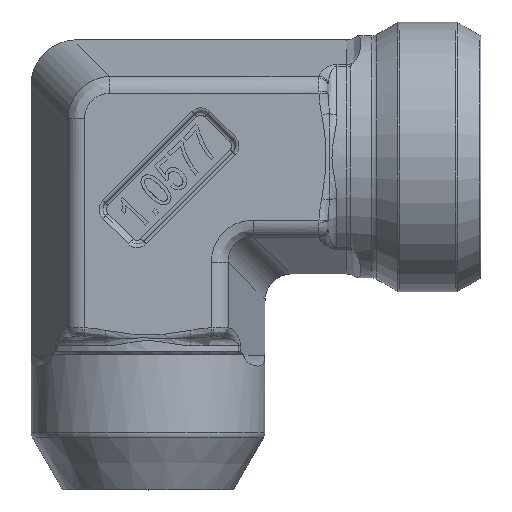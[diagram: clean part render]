
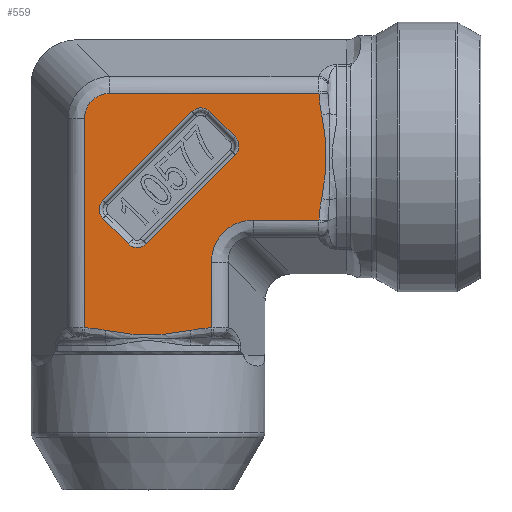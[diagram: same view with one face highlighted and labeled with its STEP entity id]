
A CAD part, top view. The second image highlights one B-rep face of the part: STEP entity #559.
In plain terms, the highlighted planar face has unit normal (0, 0, 1).
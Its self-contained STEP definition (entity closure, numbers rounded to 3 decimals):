
#180=FACE_BOUND('',#1287,.T.);
#181=FACE_BOUND('',#1288,.T.);
#374=CIRCLE('',#5166,1.4);
#375=CIRCLE('',#5167,1.4);
#376=CIRCLE('',#5168,1.4);
#377=CIRCLE('',#5169,1.4);
#559=ADVANCED_FACE('',(#180,#181),#853,.T.);
#853=PLANE('',#5172);
#1287=EDGE_LOOP('',(#2221,#2222,#2223,#2224,#2225,#2226,#2227,#2228));
#1288=EDGE_LOOP('',(#2229,#2230,#2231,#2232,#2233,#2234,#2235,#2236,#2237,
#2238,#2239,#2240));
#1600=ELLIPSE('',#5170,3.374,3.);
#1601=ELLIPSE('',#5171,5.623,5.);
#1757=B_SPLINE_CURVE_WITH_KNOTS('',3,(#7794,#7795,#7796,#7797,#7798,#7799,
#7800,#7801,#7802,#7803,#7804,#7805,#7806),.UNSPECIFIED.,.F.,.F.,(4,3,3,
3,4),(0.,0.25,0.474,0.75,1.),
 .UNSPECIFIED.);
#1758=B_SPLINE_CURVE_WITH_KNOTS('',3,(#7809,#7810,#7811,#7812),
 .UNSPECIFIED.,.F.,.F.,(4,4),(0.,1.),.UNSPECIFIED.);
#1759=B_SPLINE_CURVE_WITH_KNOTS('',3,(#7820,#7821,#7822,#7823),
 .UNSPECIFIED.,.F.,.F.,(4,4),(0.,1.),.UNSPECIFIED.);
#1760=B_SPLINE_CURVE_WITH_KNOTS('',3,(#7825,#7826,#7827,#7828),
 .UNSPECIFIED.,.F.,.F.,(4,4),(0.,1.),.UNSPECIFIED.);
#1761=B_SPLINE_CURVE_WITH_KNOTS('',3,(#7830,#7831,#7832,#7833),
 .UNSPECIFIED.,.F.,.F.,(4,4),(0.,1.),.UNSPECIFIED.);
#1762=B_SPLINE_CURVE_WITH_KNOTS('',3,(#7841,#7842,#7843,#7844),
 .UNSPECIFIED.,.F.,.F.,(4,4),(0.,1.),.UNSPECIFIED.);
#2221=ORIENTED_EDGE('',*,*,#4190,.T.);
#2222=ORIENTED_EDGE('',*,*,#4191,.T.);
#2223=ORIENTED_EDGE('',*,*,#4192,.T.);
#2224=ORIENTED_EDGE('',*,*,#4193,.T.);
#2225=ORIENTED_EDGE('',*,*,#4194,.T.);
#2226=ORIENTED_EDGE('',*,*,#4195,.T.);
#2227=ORIENTED_EDGE('',*,*,#4196,.T.);
#2228=ORIENTED_EDGE('',*,*,#4197,.T.);
#2229=ORIENTED_EDGE('',*,*,#4198,.T.);
#2230=ORIENTED_EDGE('',*,*,#4199,.T.);
#2231=ORIENTED_EDGE('',*,*,#4200,.T.);
#2232=ORIENTED_EDGE('',*,*,#4201,.F.);
#2233=ORIENTED_EDGE('',*,*,#4202,.F.);
#2234=ORIENTED_EDGE('',*,*,#4203,.T.);
#2235=ORIENTED_EDGE('',*,*,#4204,.T.);
#2236=ORIENTED_EDGE('',*,*,#4205,.T.);
#2237=ORIENTED_EDGE('',*,*,#4206,.T.);
#2238=ORIENTED_EDGE('',*,*,#4207,.T.);
#2239=ORIENTED_EDGE('',*,*,#4208,.T.);
#2240=ORIENTED_EDGE('',*,*,#4209,.T.);
#3692=VERTEX_POINT('',#7779);
#3693=VERTEX_POINT('',#7780);
#3694=VERTEX_POINT('',#7782);
#3695=VERTEX_POINT('',#7784);
#3696=VERTEX_POINT('',#7786);
#3697=VERTEX_POINT('',#7788);
#3698=VERTEX_POINT('',#7790);
#3699=VERTEX_POINT('',#7792);
#3700=VERTEX_POINT('',#7807);
#3701=VERTEX_POINT('',#7808);
#3702=VERTEX_POINT('',#7813);
#3703=VERTEX_POINT('',#7815);
#3704=VERTEX_POINT('',#7817);
#3705=VERTEX_POINT('',#7819);
#3706=VERTEX_POINT('',#7824);
#3707=VERTEX_POINT('',#7829);
#3708=VERTEX_POINT('',#7834);
#3709=VERTEX_POINT('',#7836);
#3710=VERTEX_POINT('',#7838);
#3711=VERTEX_POINT('',#7840);
#4190=EDGE_CURVE('',#3692,#3693,#4758,.T.);
#4191=EDGE_CURVE('',#3693,#3694,#374,.T.);
#4192=EDGE_CURVE('',#3694,#3695,#4759,.T.);
#4193=EDGE_CURVE('',#3695,#3696,#375,.T.);
#4194=EDGE_CURVE('',#3696,#3697,#4760,.T.);
#4195=EDGE_CURVE('',#3697,#3698,#376,.T.);
#4196=EDGE_CURVE('',#3698,#3699,#4761,.T.);
#4197=EDGE_CURVE('',#3699,#3692,#377,.T.);
#4198=EDGE_CURVE('',#3700,#3701,#1757,.T.);
#4199=EDGE_CURVE('',#3701,#3702,#1758,.T.);
#4200=EDGE_CURVE('',#3702,#3703,#4762,.T.);
#4201=EDGE_CURVE('',#3704,#3703,#1600,.T.);
#4202=EDGE_CURVE('',#3705,#3704,#4763,.T.);
#4203=EDGE_CURVE('',#3705,#3706,#1759,.T.);
#4204=EDGE_CURVE('',#3706,#3707,#1760,.T.);
#4205=EDGE_CURVE('',#3707,#3708,#1761,.T.);
#4206=EDGE_CURVE('',#3708,#3709,#4764,.T.);
#4207=EDGE_CURVE('',#3709,#3710,#1601,.T.);
#4208=EDGE_CURVE('',#3710,#3711,#4765,.T.);
#4209=EDGE_CURVE('',#3711,#3700,#1762,.T.);
#4758=LINE('',#7778,#4946);
#4759=LINE('',#7783,#4947);
#4760=LINE('',#7787,#4948);
#4761=LINE('',#7791,#4949);
#4762=LINE('',#7814,#4950);
#4763=LINE('',#7818,#4951);
#4764=LINE('',#7835,#4952);
#4765=LINE('',#7839,#4953);
#4946=VECTOR('',#5714,1.);
#4947=VECTOR('',#5717,1.);
#4948=VECTOR('',#5720,1.);
#4949=VECTOR('',#5723,1.);
#4950=VECTOR('',#5726,1.);
#4951=VECTOR('',#5729,1.);
#4952=VECTOR('',#5730,1.);
#4953=VECTOR('',#5733,1.);
#5166=AXIS2_PLACEMENT_3D('',#7781,#5715,#5716);
#5167=AXIS2_PLACEMENT_3D('',#7785,#5718,#5719);
#5168=AXIS2_PLACEMENT_3D('',#7789,#5721,#5722);
#5169=AXIS2_PLACEMENT_3D('',#7793,#5724,#5725);
#5170=AXIS2_PLACEMENT_3D('',#7816,#5727,#5728);
#5171=AXIS2_PLACEMENT_3D('',#7837,#5731,#5732);
#5172=AXIS2_PLACEMENT_3D('',#7845,#5734,#5735);
#5714=DIRECTION('',(-0.707,-0.707,0.));
#5715=DIRECTION('',(0.,0.,-1.));
#5716=DIRECTION('',(0.,-1.,0.));
#5717=DIRECTION('',(-0.707,0.707,0.));
#5718=DIRECTION('',(0.,0.,-1.));
#5719=DIRECTION('',(0.,-1.,0.));
#5720=DIRECTION('',(0.707,0.707,0.));
#5721=DIRECTION('',(0.,0.,-1.));
#5722=DIRECTION('',(0.,-1.,0.));
#5723=DIRECTION('',(0.707,-0.707,0.));
#5724=DIRECTION('',(0.,0.,-1.));
#5725=DIRECTION('',(0.,-1.,0.));
#5726=DIRECTION('',(-1.,0.,0.));
#5727=DIRECTION('',(0.,0.,-1.));
#5728=DIRECTION('',(-0.707,0.707,0.));
#5729=DIRECTION('',(0.,1.,0.));
#5730=DIRECTION('',(0.,1.,0.));
#5731=DIRECTION('',(0.,0.,-1.));
#5732=DIRECTION('',(0.707,-0.707,0.));
#5733=DIRECTION('',(1.,0.,0.));
#5734=DIRECTION('',(0.,0.,1.));
#5735=DIRECTION('',(0.,-1.,0.));
#7778=CARTESIAN_POINT('',(-0.925,-10.389,13.5));
#7779=CARTESIAN_POINT('',(9.682,0.218,13.5));
#7780=CARTESIAN_POINT('',(-0.218,-9.682,13.5));
#7781=CARTESIAN_POINT('',(-1.208,-8.692,13.5));
#7782=CARTESIAN_POINT('',(-2.198,-9.682,13.5));
#7783=CARTESIAN_POINT('',(-5.733,-6.146,13.5));
#7784=CARTESIAN_POINT('',(-5.026,-6.853,13.5));
#7785=CARTESIAN_POINT('',(-4.036,-5.863,13.5));
#7786=CARTESIAN_POINT('',(-5.026,-4.873,13.5));
#7787=CARTESIAN_POINT('',(5.58,5.733,13.5));
#7788=CARTESIAN_POINT('',(4.873,5.026,13.5));
#7789=CARTESIAN_POINT('',(5.863,4.036,13.5));
#7790=CARTESIAN_POINT('',(6.853,5.026,13.5));
#7791=CARTESIAN_POINT('',(10.389,1.491,13.5));
#7792=CARTESIAN_POINT('',(9.682,2.198,13.5));
#7793=CARTESIAN_POINT('',(8.692,1.208,13.5));
#7794=CARTESIAN_POINT('',(19.308,-4.64,13.5));
#7795=CARTESIAN_POINT('',(19.475,-3.878,13.5));
#7796=CARTESIAN_POINT('',(19.576,-3.103,13.5));
#7797=CARTESIAN_POINT('',(19.661,-2.327,13.5));
#7798=CARTESIAN_POINT('',(19.737,-1.635,13.5));
#7799=CARTESIAN_POINT('',(19.797,-0.94,13.5));
#7800=CARTESIAN_POINT('',(19.809,-0.244,13.5));
#7801=CARTESIAN_POINT('',(19.824,0.615,13.5));
#7802=CARTESIAN_POINT('',(19.755,1.474,13.5));
#7803=CARTESIAN_POINT('',(19.661,2.327,13.5));
#7804=CARTESIAN_POINT('',(19.576,3.103,13.5));
#7805=CARTESIAN_POINT('',(19.475,3.878,13.5));
#7806=CARTESIAN_POINT('',(19.308,4.64,13.5));
#7807=CARTESIAN_POINT('',(19.308,-4.64,13.5));
#7808=CARTESIAN_POINT('',(19.308,4.64,13.5));
#7809=CARTESIAN_POINT('',(19.308,4.64,13.5));
#7810=CARTESIAN_POINT('',(19.134,5.434,13.5));
#7811=CARTESIAN_POINT('',(19.01,6.235,13.5));
#7812=CARTESIAN_POINT('',(19.001,7.05,13.5));
#7813=CARTESIAN_POINT('',(19.001,7.05,13.5));
#7814=CARTESIAN_POINT('',(5.775,7.05,13.5));
#7815=CARTESIAN_POINT('',(-4.231,7.05,13.5));
#7816=CARTESIAN_POINT('',(-3.857,3.857,13.5));
#7817=CARTESIAN_POINT('',(-7.05,4.231,13.5));
#7818=CARTESIAN_POINT('',(-7.05,8.45,13.5));
#7819=CARTESIAN_POINT('',(-7.05,-19.001,13.5));
#7820=CARTESIAN_POINT('',(-7.05,-19.001,13.5));
#7821=CARTESIAN_POINT('',(-6.235,-19.01,13.5));
#7822=CARTESIAN_POINT('',(-5.434,-19.134,13.5));
#7823=CARTESIAN_POINT('',(-4.64,-19.308,13.5));
#7824=CARTESIAN_POINT('',(-4.64,-19.308,13.5));
#7825=CARTESIAN_POINT('',(-4.64,-19.308,13.5));
#7826=CARTESIAN_POINT('',(-1.589,-19.978,13.5));
#7827=CARTESIAN_POINT('',(1.586,-19.978,13.5));
#7828=CARTESIAN_POINT('',(4.64,-19.308,13.5));
#7829=CARTESIAN_POINT('',(4.64,-19.308,13.5));
#7830=CARTESIAN_POINT('',(4.64,-19.308,13.5));
#7831=CARTESIAN_POINT('',(5.434,-19.134,13.5));
#7832=CARTESIAN_POINT('',(6.235,-19.01,13.5));
#7833=CARTESIAN_POINT('',(7.05,-19.001,13.5));
#7834=CARTESIAN_POINT('',(7.05,-19.001,13.5));
#7835=CARTESIAN_POINT('',(7.05,8.45,13.5));
#7836=CARTESIAN_POINT('',(7.05,-11.748,13.5));
#7837=CARTESIAN_POINT('',(12.371,-12.371,13.5));
#7838=CARTESIAN_POINT('',(11.748,-7.05,13.5));
#7839=CARTESIAN_POINT('',(5.775,-7.05,13.5));
#7840=CARTESIAN_POINT('',(19.001,-7.05,13.5));
#7841=CARTESIAN_POINT('',(19.001,-7.05,13.5));
#7842=CARTESIAN_POINT('',(19.01,-6.235,13.5));
#7843=CARTESIAN_POINT('',(19.134,-5.434,13.5));
#7844=CARTESIAN_POINT('',(19.308,-4.64,13.5));
#7845=CARTESIAN_POINT('',(5.775,8.45,13.5));
